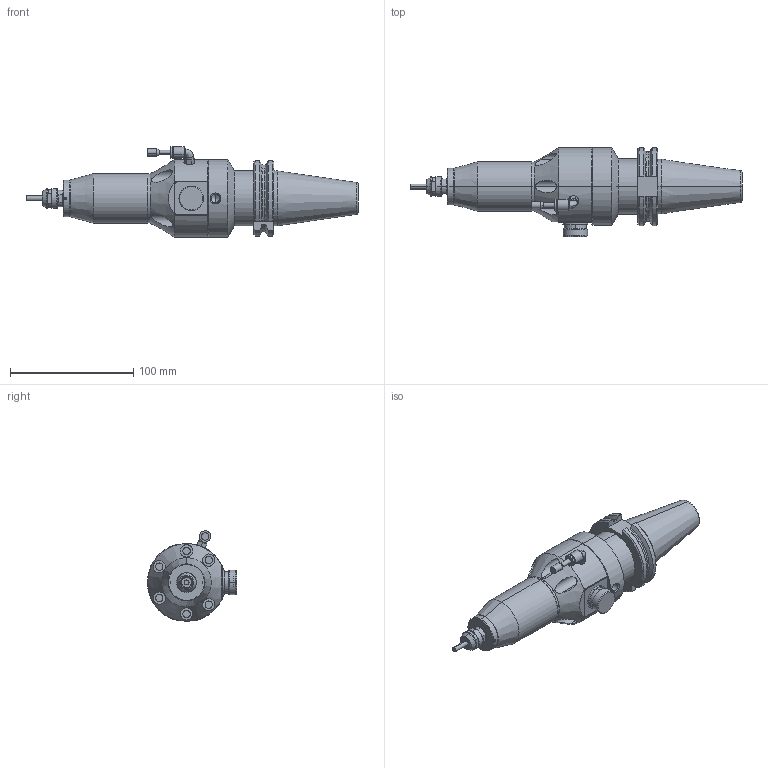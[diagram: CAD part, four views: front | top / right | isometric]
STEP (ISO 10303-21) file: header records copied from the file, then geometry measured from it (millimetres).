
FILE_DESCRIPTION (( 'STEP AP203' ), '1' );
FILE_NAME ('HES510-IT40.STEP', '2014-10-01T07:18:58', ( '株式会社ナカニシ' ), ( 'Microsoft' ), 'SwSTEP 2.0', 'SolidWorks 2013', '' );
FILE_SCHEMA (( 'CONFIG_CONTROL_DESIGN' ));
Length unit declared in the file: millimetre
Products named in the file (13): CHK蟀站-4.0; HES510-ｽﾋﾟﾝﾄﾞﾙ; HES510-憔搛IT40; HES510-閩; HES510-ｿｹｯﾄ固定ﾌﾞﾗｹｯﾄ; HES510-ｿｹｯﾄ栓; HES510-蕨紕; HES510-杊恛妒薨; HES510-IT40; KQ2L04-M5; KQ2P-04; 媒氖薨 冇4; CHK ﾁｬｯｸﾅｯﾄ
Assembly tree (12 placements, depth 2):
  HES510-IT40
    HES510-ｽﾋﾟﾝﾄﾞﾙ
    HES510-閩
    HES510-ｿｹｯﾄ栓
    HES510-杊恛妒薨
    KQ2L04-M5
    KQ2P-04
    媒氖薨 冇4
    CHK ﾁｬｯｸﾅｯﾄ
    CHK蟀站-4.0
    HES510-憔搛IT40
    HES510-ｿｹｯﾄ固定ﾌﾞﾗｹｯﾄ
    HES510-蕨紕
Bounding box: 269.07 x 72.16 x 73.37 mm (x, y, z)
Volume: 319270.8 mm3; surface area: 85372.1 mm2
Topology: 12 solids, 12 shells, 498 faces, 1141 edges, 696 vertices
Faces by surface type: cylinder 186, plane 144, cone 128, torus 22, bspline 18
Entity records: 19581 total; most frequent: CARTESIAN_POINT 6985, DIRECTION 2446, ORIENTED_EDGE 2234, EDGE_CURVE 1117, AXIS2_PLACEMENT_3D 991, VERTEX_POINT 696, EDGE_LOOP 575, ADVANCED_FACE 498
